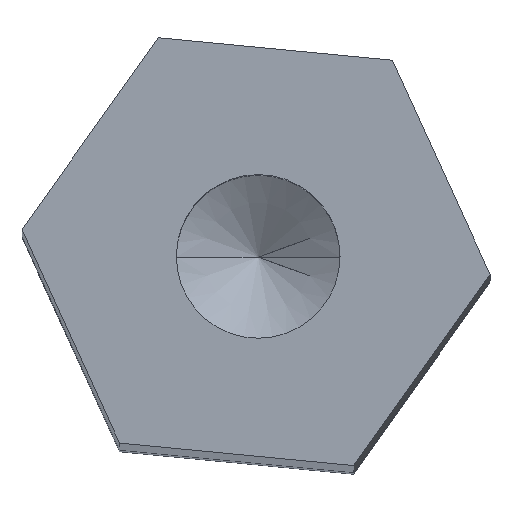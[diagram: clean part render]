
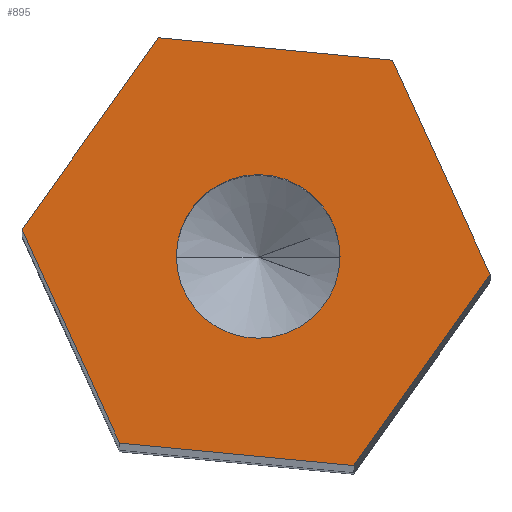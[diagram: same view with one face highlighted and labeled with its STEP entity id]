
A CAD part, top view. The second image highlights one B-rep face of the part: STEP entity #895.
In plain terms, the highlighted planar face has unit normal (0, 0, 1).
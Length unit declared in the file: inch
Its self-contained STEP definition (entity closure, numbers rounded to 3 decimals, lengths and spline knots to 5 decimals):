
#25 = DIRECTION ( 'NONE',  ( -0.581, -0.814, 0. ) ) ;
#26 = CARTESIAN_POINT ( 'NONE',  ( 0.00266, -0.00584, 4.822 ) ) ;
#29 = CARTESIAN_POINT ( 'NONE',  ( -0.28735, 0.02763, 4.822 ) ) ;
#38 = CARTESIAN_POINT ( 'NONE',  ( -0.11975, 0.26267, 4.822 ) ) ;
#54 = DIRECTION ( 'NONE',  ( 1., 0., 0. ) ) ;
#57 = DIRECTION ( 'NONE',  ( 1., 0., 0. ) ) ;
#84 = VERTEX_POINT ( 'NONE', #878 ) ;
#91 = ORIENTED_EDGE ( 'NONE', *, *, #412, .T. ) ;
#95 = FACE_BOUND ( 'NONE', #819, .T. ) ;
#104 = ORIENTED_EDGE ( 'NONE', *, *, #594, .F. ) ;
#120 = DIRECTION ( 'NONE',  ( 0., 0., 1. ) ) ;
#139 = FACE_OUTER_BOUND ( 'NONE', #467, .T. ) ;
#148 = VECTOR ( 'NONE', #846, 39.37008 ) ;
#154 = LINE ( 'NONE', #750, #148 ) ;
#155 = VECTOR ( 'NONE', #200, 39.37008 ) ;
#159 = VECTOR ( 'NONE', #274, 39.37008 ) ;
#164 = LINE ( 'NONE', #845, #155 ) ;
#167 = VECTOR ( 'NONE', #904, 39.37008 ) ;
#169 = LINE ( 'NONE', #531, #167 ) ;
#176 = CARTESIAN_POINT ( 'NONE',  ( 0.11975, -0.26267, 4.822 ) ) ;
#179 = LINE ( 'NONE', #268, #159 ) ;
#192 = CARTESIAN_POINT ( 'NONE',  ( -0.1676, -0.23504, 4.822 ) ) ;
#200 = DIRECTION ( 'NONE',  ( -0.415, 0.91, 0. ) ) ;
#225 = CARTESIAN_POINT ( 'NONE',  ( 0.11975, -0.26267, 4.822 ) ) ;
#252 = CARTESIAN_POINT ( 'NONE',  ( 0.10316, -0.00584, 4.822 ) ) ;
#260 = ORIENTED_EDGE ( 'NONE', *, *, #806, .T. ) ;
#268 = CARTESIAN_POINT ( 'NONE',  ( 0.11975, -0.26267, 4.822 ) ) ;
#274 = DIRECTION ( 'NONE',  ( 0.581, 0.814, 0. ) ) ;
#298 = CARTESIAN_POINT ( 'NONE',  ( 0.1676, 0.23504, 4.822 ) ) ;
#303 = DIRECTION ( 'NONE',  ( 0.415, -0.91, 0. ) ) ;
#314 = CIRCLE ( 'NONE', #511, 0.1005 ) ;
#330 = CIRCLE ( 'NONE', #495, 0.1005 ) ;
#363 = LINE ( 'NONE', #364, #367 ) ;
#364 = CARTESIAN_POINT ( 'NONE',  ( -0.11975, 0.26267, 4.822 ) ) ;
#367 = VECTOR ( 'NONE', #25, 39.37008 ) ;
#377 = VECTOR ( 'NONE', #303, 39.37008 ) ;
#383 = LINE ( 'NONE', #866, #377 ) ;
#407 = EDGE_CURVE ( 'NONE', #635, #767, #383, .T. ) ;
#412 = EDGE_CURVE ( 'NONE', #503, #635, #363, .T. ) ;
#426 = AXIS2_PLACEMENT_3D ( 'NONE', #176, #120, #715 ) ;
#444 = DIRECTION ( 'NONE',  ( 0., 0., 1. ) ) ;
#450 = DIRECTION ( 'NONE',  ( 0., 0., 1. ) ) ;
#463 = ORIENTED_EDGE ( 'NONE', *, *, #795, .T. ) ;
#467 = EDGE_LOOP ( 'NONE', ( #591, #463, #787, #260, #91, #604 ) ) ;
#495 = AXIS2_PLACEMENT_3D ( 'NONE', #867, #444, #54 ) ;
#503 = VERTEX_POINT ( 'NONE', #38 ) ;
#511 = AXIS2_PLACEMENT_3D ( 'NONE', #26, #450, #57 ) ;
#531 = CARTESIAN_POINT ( 'NONE',  ( -0.1676, -0.23504, 4.822 ) ) ;
#591 = ORIENTED_EDGE ( 'NONE', *, *, #790, .T. ) ;
#594 = EDGE_CURVE ( 'NONE', #882, #84, #314, .T. ) ;
#604 = ORIENTED_EDGE ( 'NONE', *, *, #407, .T. ) ;
#605 = PLANE ( 'NONE',  #426 ) ;
#626 = VERTEX_POINT ( 'NONE', #298 ) ;
#635 = VERTEX_POINT ( 'NONE', #29 ) ;
#640 = VERTEX_POINT ( 'NONE', #225 ) ;
#663 = EDGE_CURVE ( 'NONE', #84, #882, #330, .T. ) ;
#715 = DIRECTION ( 'NONE',  ( 1., 0., 0. ) ) ;
#746 = ORIENTED_EDGE ( 'NONE', *, *, #663, .F. ) ;
#750 = CARTESIAN_POINT ( 'NONE',  ( 0.1676, 0.23504, 4.822 ) ) ;
#765 = VERTEX_POINT ( 'NONE', #897 ) ;
#767 = VERTEX_POINT ( 'NONE', #192 ) ;
#787 = ORIENTED_EDGE ( 'NONE', *, *, #802, .T. ) ;
#790 = EDGE_CURVE ( 'NONE', #767, #640, #169, .T. ) ;
#795 = EDGE_CURVE ( 'NONE', #640, #765, #179, .T. ) ;
#802 = EDGE_CURVE ( 'NONE', #765, #626, #164, .T. ) ;
#806 = EDGE_CURVE ( 'NONE', #626, #503, #154, .T. ) ;
#819 = EDGE_LOOP ( 'NONE', ( #104, #746 ) ) ;
#845 = CARTESIAN_POINT ( 'NONE',  ( 0.28735, -0.02763, 4.822 ) ) ;
#846 = DIRECTION ( 'NONE',  ( -0.995, 0.096, 0. ) ) ;
#866 = CARTESIAN_POINT ( 'NONE',  ( -0.28735, 0.02763, 4.822 ) ) ;
#867 = CARTESIAN_POINT ( 'NONE',  ( 0.00266, -0.00584, 4.822 ) ) ;
#878 = CARTESIAN_POINT ( 'NONE',  ( -0.09784, -0.00584, 4.822 ) ) ;
#882 = VERTEX_POINT ( 'NONE', #252 ) ;
#895 = ADVANCED_FACE ( 'NONE', ( #95, #139 ), #605, .T. ) ;
#897 = CARTESIAN_POINT ( 'NONE',  ( 0.28735, -0.02763, 4.822 ) ) ;
#904 = DIRECTION ( 'NONE',  ( 0.995, -0.096, 0. ) ) ;
